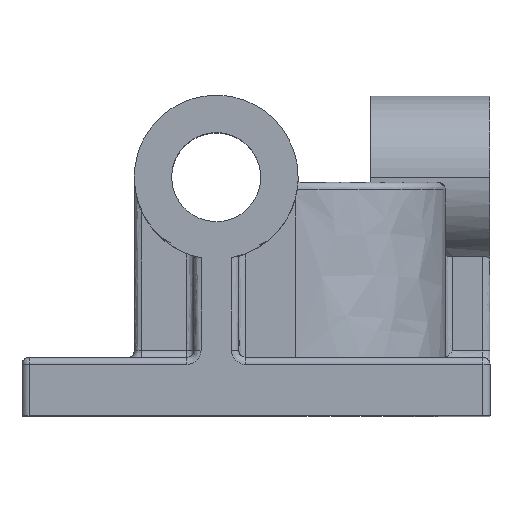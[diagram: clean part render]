
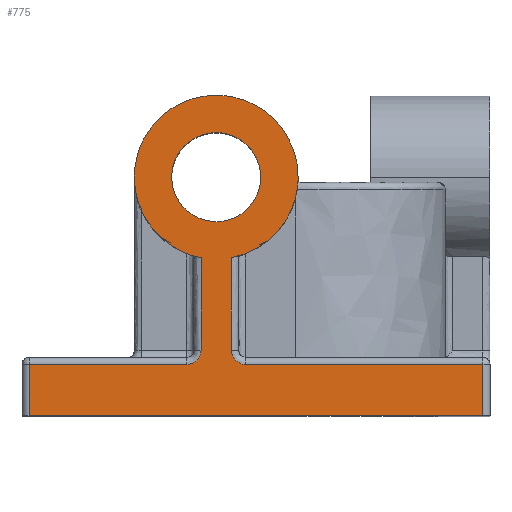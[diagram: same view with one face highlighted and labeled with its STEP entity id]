
A CAD part, top view. The second image highlights one B-rep face of the part: STEP entity #775.
In plain terms, the highlighted free-form (B-spline) face has degree [1, 1] with [2, 2] control points.
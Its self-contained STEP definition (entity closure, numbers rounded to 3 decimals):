
#226 = VERTEX_POINT('',#227);
#227 = CARTESIAN_POINT('',(-125.389,84.142,0.));
#232 = EDGE_CURVE('',#233,#226,#235,.T.);
#233 = VERTEX_POINT('',#234);
#234 = CARTESIAN_POINT('',(-67.644,84.142,0.));
#235 = ( BOUNDED_CURVE() B_SPLINE_CURVE(2,(#236,#237,#238,#239,#240),
.UNSPECIFIED.,.F.,.F.) B_SPLINE_CURVE_WITH_KNOTS((3,2,3),(0.,
1.571,3.142),.PIECEWISE_BEZIER_KNOTS.) CURVE() 
GEOMETRIC_REPRESENTATION_ITEM() RATIONAL_B_SPLINE_CURVE((1.,
0.707,1.,0.707,1.)) REPRESENTATION_ITEM('') );
#236 = CARTESIAN_POINT('',(-67.644,84.142,0.));
#237 = CARTESIAN_POINT('',(-67.644,113.015,0.));
#238 = CARTESIAN_POINT('',(-96.516,113.015,0.));
#239 = CARTESIAN_POINT('',(-125.389,113.015,0.));
#240 = CARTESIAN_POINT('',(-125.389,84.142,0.));
#264 = VERTEX_POINT('',#265);
#265 = CARTESIAN_POINT('',(-80.834,84.142,0.));
#270 = EDGE_CURVE('',#271,#264,#273,.T.);
#271 = VERTEX_POINT('',#272);
#272 = CARTESIAN_POINT('',(-112.198,84.142,0.));
#273 = ( BOUNDED_CURVE() B_SPLINE_CURVE(2,(#274,#275,#276,#277,#278),
.UNSPECIFIED.,.F.,.F.) B_SPLINE_CURVE_WITH_KNOTS((3,2,3),(3.142,
4.712,6.283),.PIECEWISE_BEZIER_KNOTS.) CURVE() 
GEOMETRIC_REPRESENTATION_ITEM() RATIONAL_B_SPLINE_CURVE((1.,
0.707,1.,0.707,1.)) REPRESENTATION_ITEM('') );
#274 = CARTESIAN_POINT('',(-112.198,84.142,0.));
#275 = CARTESIAN_POINT('',(-112.198,68.461,0.));
#276 = CARTESIAN_POINT('',(-96.516,68.461,0.));
#277 = CARTESIAN_POINT('',(-80.834,68.461,0.));
#278 = CARTESIAN_POINT('',(-80.834,84.142,0.));
#775 = ADVANCED_FACE('',(#776,#858),#869,.F.);
#776 = FACE_BOUND('',#777,.T.);
#777 = EDGE_LOOP('',(#778,#786,#787,#795,#802,#810,#817,#824,#831,#838,
    #845,#853));
#778 = ORIENTED_EDGE('',*,*,#779,.T.);
#779 = EDGE_CURVE('',#780,#233,#782,.T.);
#780 = VERTEX_POINT('',#781);
#781 = CARTESIAN_POINT('',(-91.154,55.772,
    0.));
#782 = ( BOUNDED_CURVE() B_SPLINE_CURVE(2,(#783,#784,#785),
.UNSPECIFIED.,.F.,.F.) B_SPLINE_CURVE_WITH_KNOTS((3,3),(4.899,
6.283),.PIECEWISE_BEZIER_KNOTS.) CURVE() 
GEOMETRIC_REPRESENTATION_ITEM() RATIONAL_B_SPLINE_CURVE((1.,
0.77,1.)) REPRESENTATION_ITEM('') );
#783 = CARTESIAN_POINT('',(-91.154,55.772,0.));
#784 = CARTESIAN_POINT('',(-67.644,60.216,0.));
#785 = CARTESIAN_POINT('',(-67.644,84.142,0.));
#786 = ORIENTED_EDGE('',*,*,#232,.T.);
#787 = ORIENTED_EDGE('',*,*,#788,.T.);
#788 = EDGE_CURVE('',#226,#789,#791,.T.);
#789 = VERTEX_POINT('',#790);
#790 = CARTESIAN_POINT('',(-101.878,55.772,
    0.));
#791 = ( BOUNDED_CURVE() B_SPLINE_CURVE(2,(#792,#793,#794),
.UNSPECIFIED.,.F.,.F.) B_SPLINE_CURVE_WITH_KNOTS((3,3),(3.142,
4.526),.PIECEWISE_BEZIER_KNOTS.) CURVE() 
GEOMETRIC_REPRESENTATION_ITEM() RATIONAL_B_SPLINE_CURVE((1.,
0.77,1.)) REPRESENTATION_ITEM('') );
#792 = CARTESIAN_POINT('',(-125.389,84.142,0.));
#793 = CARTESIAN_POINT('',(-125.389,60.216,0.));
#794 = CARTESIAN_POINT('',(-101.878,55.772,0.));
#795 = ORIENTED_EDGE('',*,*,#796,.T.);
#796 = EDGE_CURVE('',#789,#797,#799,.T.);
#797 = VERTEX_POINT('',#798);
#798 = CARTESIAN_POINT('',(-101.878,23.098,
    0.));
#799 = B_SPLINE_CURVE_WITH_KNOTS('',1,(#800,#801),.UNSPECIFIED.,.F.,.F.,
  (2,2),(-42.609,-3.),.PIECEWISE_BEZIER_KNOTS.);
#800 = CARTESIAN_POINT('',(-101.878,55.772,
    0.));
#801 = CARTESIAN_POINT('',(-101.878,23.098,
    0.));
#802 = ORIENTED_EDGE('',*,*,#803,.F.);
#803 = EDGE_CURVE('',#804,#797,#806,.T.);
#804 = VERTEX_POINT('',#805);
#805 = CARTESIAN_POINT('',(-106.828,18.148,
    0.));
#806 = ( BOUNDED_CURVE() B_SPLINE_CURVE(2,(#807,#808,#809),
.UNSPECIFIED.,.F.,.F.) B_SPLINE_CURVE_WITH_KNOTS((3,3),(1.571,
3.142),.PIECEWISE_BEZIER_KNOTS.) CURVE() 
GEOMETRIC_REPRESENTATION_ITEM() RATIONAL_B_SPLINE_CURVE((1.,
0.707,1.)) REPRESENTATION_ITEM('') );
#807 = CARTESIAN_POINT('',(-106.828,18.148,
    0.));
#808 = CARTESIAN_POINT('',(-101.878,18.148,
    0.));
#809 = CARTESIAN_POINT('',(-101.878,23.098,
    0.));
#810 = ORIENTED_EDGE('',*,*,#811,.T.);
#811 = EDGE_CURVE('',#804,#812,#814,.T.);
#812 = VERTEX_POINT('',#813);
#813 = CARTESIAN_POINT('',(-162.51,18.148,
    0.));
#814 = B_SPLINE_CURVE_WITH_KNOTS('',1,(#815,#816),.UNSPECIFIED.,.F.,.F.,
  (2,2),(129.5,197.),.PIECEWISE_BEZIER_KNOTS.);
#815 = CARTESIAN_POINT('',(-106.828,18.148,
    0.));
#816 = CARTESIAN_POINT('',(-162.51,18.148,
    0.));
#817 = ORIENTED_EDGE('',*,*,#818,.T.);
#818 = EDGE_CURVE('',#812,#819,#821,.T.);
#819 = VERTEX_POINT('',#820);
#820 = CARTESIAN_POINT('',(-162.51,0.,0.));
#821 = B_SPLINE_CURVE_WITH_KNOTS('',1,(#822,#823),.UNSPECIFIED.,.F.,.F.,
  (2,2),(3.,25.),.PIECEWISE_BEZIER_KNOTS.);
#822 = CARTESIAN_POINT('',(-162.51,18.148,
    0.));
#823 = CARTESIAN_POINT('',(-162.51,0.,0.));
#824 = ORIENTED_EDGE('',*,*,#825,.T.);
#825 = EDGE_CURVE('',#819,#826,#828,.T.);
#826 = VERTEX_POINT('',#827);
#827 = CARTESIAN_POINT('',(-2.475,0.,0.));
#828 = B_SPLINE_CURVE_WITH_KNOTS('',1,(#829,#830),.UNSPECIFIED.,.F.,.F.,
  (2,2),(-197.,-3.),.PIECEWISE_BEZIER_KNOTS.);
#829 = CARTESIAN_POINT('',(-162.51,0.,0.));
#830 = CARTESIAN_POINT('',(-2.475,0.,0.));
#831 = ORIENTED_EDGE('',*,*,#832,.T.);
#832 = EDGE_CURVE('',#826,#833,#835,.T.);
#833 = VERTEX_POINT('',#834);
#834 = CARTESIAN_POINT('',(-2.475,18.148,
    0.));
#835 = B_SPLINE_CURVE_WITH_KNOTS('',1,(#836,#837),.UNSPECIFIED.,.F.,.F.,
  (2,2),(-25.,-3.),.PIECEWISE_BEZIER_KNOTS.);
#836 = CARTESIAN_POINT('',(-2.475,0.,0.));
#837 = CARTESIAN_POINT('',(-2.475,18.148,
    0.));
#838 = ORIENTED_EDGE('',*,*,#839,.T.);
#839 = EDGE_CURVE('',#833,#840,#842,.T.);
#840 = VERTEX_POINT('',#841);
#841 = CARTESIAN_POINT('',(-86.205,18.148,
    0.));
#842 = B_SPLINE_CURVE_WITH_KNOTS('',1,(#843,#844),.UNSPECIFIED.,.F.,.F.,
  (2,2),(3.,104.5),.PIECEWISE_BEZIER_KNOTS.);
#843 = CARTESIAN_POINT('',(-2.475,18.148,
    0.));
#844 = CARTESIAN_POINT('',(-86.205,18.148,
    0.));
#845 = ORIENTED_EDGE('',*,*,#846,.F.);
#846 = EDGE_CURVE('',#847,#840,#849,.T.);
#847 = VERTEX_POINT('',#848);
#848 = CARTESIAN_POINT('',(-91.154,23.098,
    0.));
#849 = ( BOUNDED_CURVE() B_SPLINE_CURVE(2,(#850,#851,#852),
.UNSPECIFIED.,.F.,.F.) B_SPLINE_CURVE_WITH_KNOTS((3,3),(0.,
1.571),.PIECEWISE_BEZIER_KNOTS.) CURVE() 
GEOMETRIC_REPRESENTATION_ITEM() RATIONAL_B_SPLINE_CURVE((1.,
0.707,1.)) REPRESENTATION_ITEM('') );
#850 = CARTESIAN_POINT('',(-91.154,23.098,
    0.));
#851 = CARTESIAN_POINT('',(-91.154,18.148,
    0.));
#852 = CARTESIAN_POINT('',(-86.205,18.148,
    0.));
#853 = ORIENTED_EDGE('',*,*,#854,.T.);
#854 = EDGE_CURVE('',#847,#780,#855,.T.);
#855 = B_SPLINE_CURVE_WITH_KNOTS('',1,(#856,#857),.UNSPECIFIED.,.F.,.F.,
  (2,2),(-40.314,-0.705),.PIECEWISE_BEZIER_KNOTS.);
#856 = CARTESIAN_POINT('',(-91.154,23.098,
    0.));
#857 = CARTESIAN_POINT('',(-91.154,55.772,
    0.));
#858 = FACE_BOUND('',#859,.T.);
#859 = EDGE_LOOP('',(#860,#868));
#860 = ORIENTED_EDGE('',*,*,#861,.F.);
#861 = EDGE_CURVE('',#264,#271,#862,.T.);
#862 = ( BOUNDED_CURVE() B_SPLINE_CURVE(2,(#863,#864,#865,#866,#867),
.UNSPECIFIED.,.F.,.F.) B_SPLINE_CURVE_WITH_KNOTS((3,2,3),(0.,
1.571,3.142),.PIECEWISE_BEZIER_KNOTS.) CURVE() 
GEOMETRIC_REPRESENTATION_ITEM() RATIONAL_B_SPLINE_CURVE((1.,
0.707,1.,0.707,1.)) REPRESENTATION_ITEM('') );
#863 = CARTESIAN_POINT('',(-80.834,84.142,0.));
#864 = CARTESIAN_POINT('',(-80.834,99.824,0.));
#865 = CARTESIAN_POINT('',(-96.516,99.824,0.));
#866 = CARTESIAN_POINT('',(-112.198,99.824,0.));
#867 = CARTESIAN_POINT('',(-112.198,84.142,0.));
#868 = ORIENTED_EDGE('',*,*,#270,.F.);
#869 = B_SPLINE_SURFACE_WITH_KNOTS('',1,1,(
    (#870,#871)
    ,(#872,#873
    )),.UNSPECIFIED.,.F.,.F.,.F.,(2,2),(2,2),(3.,197.),(-25.,112.),
  .PIECEWISE_BEZIER_KNOTS.);
#870 = CARTESIAN_POINT('',(-2.475,0.,0.));
#871 = CARTESIAN_POINT('',(-2.475,113.015,
    0.));
#872 = CARTESIAN_POINT('',(-162.51,0.,0.));
#873 = CARTESIAN_POINT('',(-162.51,113.015,
    0.));
